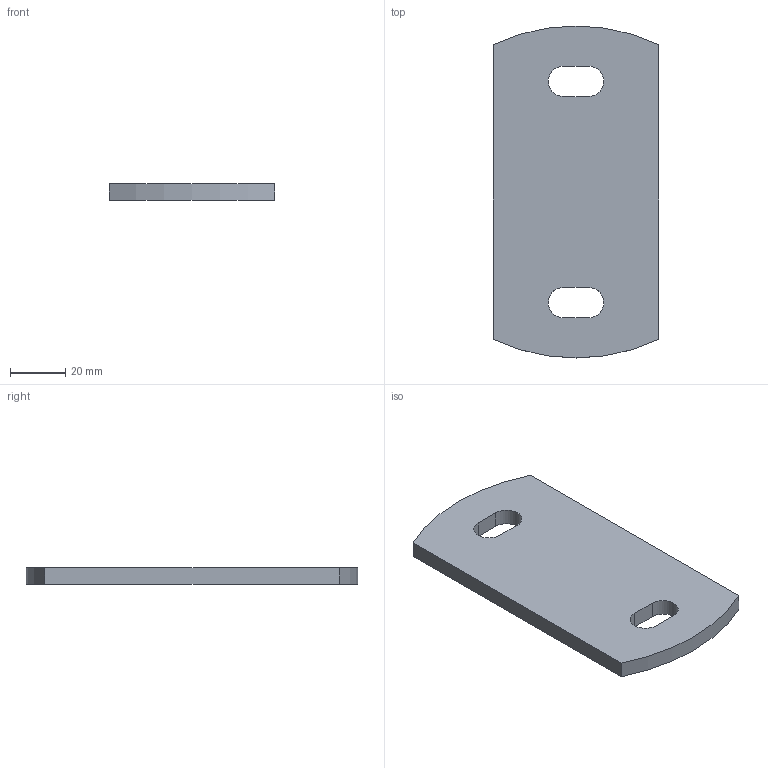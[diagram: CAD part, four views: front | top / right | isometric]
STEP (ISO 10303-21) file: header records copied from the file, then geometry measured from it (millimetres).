
FILE_DESCRIPTION((''),'2;1');
FILE_NAME('2851','2022-04-18T11:38:48',('Gogel'),('Gerresheimer Regensburg GmbH'),'CREO PARAMETRIC BY PTC INC, 2018420','CREO PARAMETRIC BY PTC INC, 2018420','');
FILE_SCHEMA(('AUTOMOTIVE_DESIGN { 1 0 10303 214 1 1 1 1 }'));
Length unit declared in the file: millimetre
Products named in the file (1): 2851
Bounding box: 60 x 120 x 6 mm (x, y, z)
Volume: 39283.5 mm3; surface area: 15747.2 mm2
Topology: 1 solids, 1 shells, 14 faces, 36 edges, 24 vertices
Faces by surface type: plane 8, cylinder 6
Entity records: 758 total; most frequent: DIRECTION 102, CARTESIAN_POINT 93, ORIENTED_EDGE 72, COLOUR_RGB 41, AXIS2_PLACEMENT_3D 36, EDGE_CURVE 36, PROPERTY_DEFINITION 28, VECTOR 27
